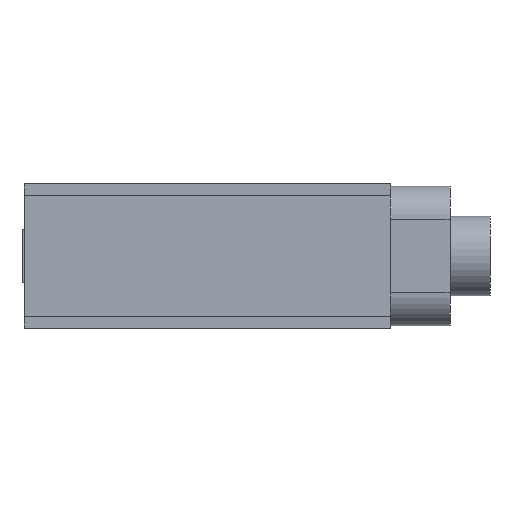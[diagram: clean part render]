
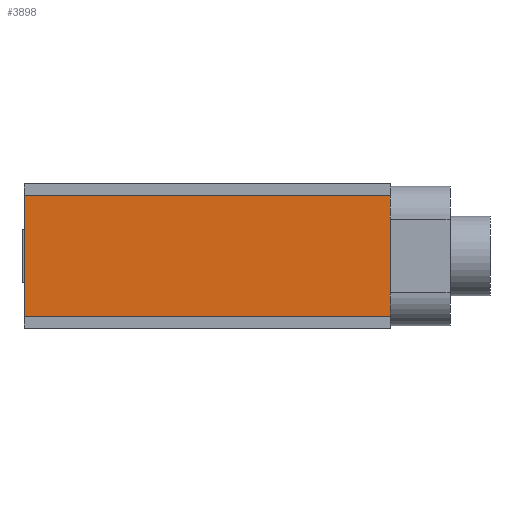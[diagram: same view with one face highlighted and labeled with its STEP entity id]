
A CAD part, front view. The second image highlights one B-rep face of the part: STEP entity #3898.
In plain terms, the highlighted planar face has unit normal (0, -1, 0).
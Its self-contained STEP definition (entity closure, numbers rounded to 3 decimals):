
#721 = LINE ( 'NONE', #722, #723 ) ;
#722 = CARTESIAN_POINT ( 'NONE',  ( 27.5, -13.3, 9.15 ) ) ;
#723 = VECTOR ( 'NONE', #724, 1000. ) ;
#724 = DIRECTION ( 'NONE',  ( 0., 0., -1. ) ) ;
#915 = CARTESIAN_POINT ( 'NONE',  ( -27.5, -13.3, -9.15 ) ) ;
#1277 = CARTESIAN_POINT ( 'NONE',  ( 27.5, -13.3, -9.15 ) ) ;
#1766 = LINE ( 'NONE', #1769, #1770 ) ;
#1769 = CARTESIAN_POINT ( 'NONE',  ( -27.5, -13.3, 9.15 ) ) ;
#1770 = VECTOR ( 'NONE', #1771, 1000. ) ;
#1771 = DIRECTION ( 'NONE',  ( 1., 0., 0. ) ) ;
#1920 = LINE ( 'NONE', #1921, #1922 ) ;
#1921 = CARTESIAN_POINT ( 'NONE',  ( -27.5, -13.3, -9.15 ) ) ;
#1922 = VECTOR ( 'NONE', #1923, 1000. ) ;
#1923 = DIRECTION ( 'NONE',  ( 1., 0., 0. ) ) ;
#2126 = FACE_OUTER_BOUND ( 'NONE', #3940, .T. ) ;
#2127 = PLANE ( 'NONE',  #2128 ) ;
#2128 = AXIS2_PLACEMENT_3D ( 'NONE', #2129, #2130, #2131 ) ;
#2129 = CARTESIAN_POINT ( 'NONE',  ( -27.5, -13.3, 9.15 ) ) ;
#2130 = DIRECTION ( 'NONE',  ( 0., 1., 0. ) ) ;
#2131 = DIRECTION ( 'NONE',  ( -1., 0., 0. ) ) ;
#2430 = LINE ( 'NONE', #2431, #2432 ) ;
#2431 = CARTESIAN_POINT ( 'NONE',  ( -27.5, -13.3, 9.15 ) ) ;
#2432 = VECTOR ( 'NONE', #2433, 1000. ) ;
#2433 = DIRECTION ( 'NONE',  ( 0., 0., -1. ) ) ;
#2434 = CARTESIAN_POINT ( 'NONE',  ( 27.5, -13.3, 9.15 ) ) ;
#2520 = CARTESIAN_POINT ( 'NONE',  ( -27.5, -13.3, 9.15 ) ) ;
#3011 = ORIENTED_EDGE ( 'NONE', *, *, #3116, .T. ) ;
#3116 = EDGE_CURVE ( 'NONE', #3710, #4633, #1920, .T. ) ;
#3710 = VERTEX_POINT ( 'NONE', #915 ) ;
#3752 = ORIENTED_EDGE ( 'NONE', *, *, #3814, .F. ) ;
#3814 = EDGE_CURVE ( 'NONE', #4041, #4004, #1766, .T. ) ;
#3833 = ORIENTED_EDGE ( 'NONE', *, *, #4201, .F. ) ;
#3876 = ORIENTED_EDGE ( 'NONE', *, *, #4003, .T. ) ;
#3898 = ADVANCED_FACE ( 'NONE', ( #2126 ), #2127, .F. ) ;
#3940 = EDGE_LOOP ( 'NONE', ( #3011, #3833, #3752, #3876 ) ) ;
#4003 = EDGE_CURVE ( 'NONE', #4041, #3710, #2430, .T. ) ;
#4004 = VERTEX_POINT ( 'NONE', #2434 ) ;
#4041 = VERTEX_POINT ( 'NONE', #2520 ) ;
#4201 = EDGE_CURVE ( 'NONE', #4004, #4633, #721, .T. ) ;
#4633 = VERTEX_POINT ( 'NONE', #1277 ) ;
